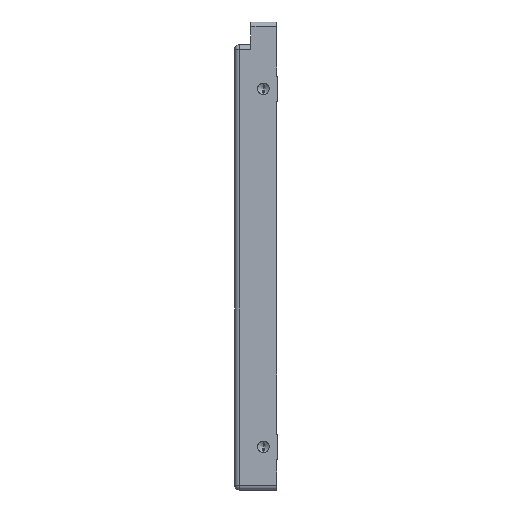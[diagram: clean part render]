
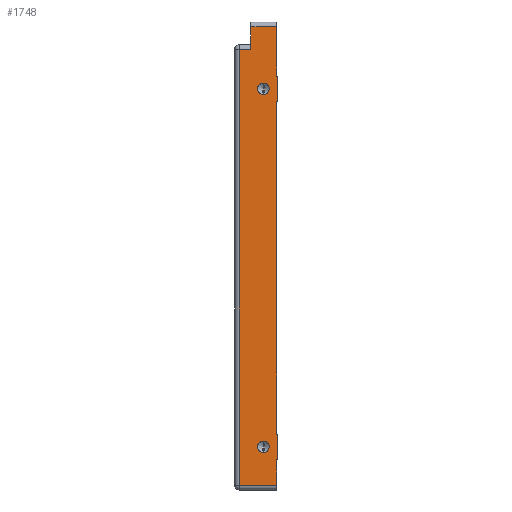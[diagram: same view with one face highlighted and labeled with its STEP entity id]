
A CAD part, left-side view. The second image highlights one B-rep face of the part: STEP entity #1748.
In plain terms, the highlighted planar face has unit normal (-1, 0, 0).
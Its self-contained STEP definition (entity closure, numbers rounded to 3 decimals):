
#28 = VERTEX_POINT ( 'NONE', #371 ) ;
#32 = LINE ( 'NONE', #239, #1744 ) ;
#36 = CARTESIAN_POINT ( 'NONE',  ( -34.9, 2.8, -40.95 ) ) ;
#71 = CARTESIAN_POINT ( 'NONE',  ( -34.9, 8., 44.3 ) ) ;
#91 = DIRECTION ( 'NONE',  ( 0., 0., 1. ) ) ;
#93 = LINE ( 'NONE', #471, #1311 ) ;
#97 = CARTESIAN_POINT ( 'NONE',  ( -34.9, 5.5, 49.2 ) ) ;
#112 = AXIS2_PLACEMENT_3D ( 'NONE', #36, #2453, #327 ) ;
#131 = ORIENTED_EDGE ( 'NONE', *, *, #1102, .F. ) ;
#139 = AXIS2_PLACEMENT_3D ( 'NONE', #97, #1386, #3149 ) ;
#192 = CARTESIAN_POINT ( 'NONE',  ( -34.9, -0.2, 33.1 ) ) ;
#239 = CARTESIAN_POINT ( 'NONE',  ( -34.9, 0., 49.2 ) ) ;
#246 = CARTESIAN_POINT ( 'NONE',  ( -34.9, 2.8, 35.85 ) ) ;
#275 = ORIENTED_EDGE ( 'NONE', *, *, #2821, .F. ) ;
#286 = CARTESIAN_POINT ( 'NONE',  ( -34.9, 8., -49.2 ) ) ;
#293 = LINE ( 'NONE', #1946, #1588 ) ;
#303 = FACE_BOUND ( 'NONE', #924, .T. ) ;
#312 = VERTEX_POINT ( 'NONE', #2617 ) ;
#327 = DIRECTION ( 'NONE',  ( 0., 0., 1. ) ) ;
#334 = CARTESIAN_POINT ( 'NONE',  ( -34.9, -0.2, -101.217 ) ) ;
#353 = AXIS2_PLACEMENT_3D ( 'NONE', #1353, #1598, #1569 ) ;
#371 = CARTESIAN_POINT ( 'NONE',  ( -34.9, -0.2, -43.7 ) ) ;
#379 = DIRECTION ( 'NONE',  ( 0., -1., 0. ) ) ;
#398 = VECTOR ( 'NONE', #899, 1000. ) ;
#407 = VECTOR ( 'NONE', #2587, 1000. ) ;
#416 = CARTESIAN_POINT ( 'NONE',  ( -34.9, 2.8, 37.1 ) ) ;
#438 = ORIENTED_EDGE ( 'NONE', *, *, #2747, .T. ) ;
#449 = DIRECTION ( 'NONE',  ( 0., 0., -1. ) ) ;
#471 = CARTESIAN_POINT ( 'NONE',  ( -34.9, -0.2, -101.217 ) ) ;
#473 = EDGE_CURVE ( 'NONE', #2398, #2930, #742, .T. ) ;
#479 = VECTOR ( 'NONE', #1320, 1000. ) ;
#518 = VECTOR ( 'NONE', #565, 1000. ) ;
#563 = DIRECTION ( 'NONE',  ( -1., 0., 0. ) ) ;
#565 = DIRECTION ( 'NONE',  ( 0., -1., 0. ) ) ;
#569 = DIRECTION ( 'NONE',  ( 0., 0., -1. ) ) ;
#598 = LINE ( 'NONE', #885, #1231 ) ;
#619 = CIRCLE ( 'NONE', #2319, 1.25 ) ;
#621 = VERTEX_POINT ( 'NONE', #1652 ) ;
#681 = ORIENTED_EDGE ( 'NONE', *, *, #1496, .F. ) ;
#687 = EDGE_CURVE ( 'NONE', #28, #775, #1848, .T. ) ;
#692 = ORIENTED_EDGE ( 'NONE', *, *, #1354, .T. ) ;
#709 = DIRECTION ( 'NONE',  ( 0., 0., 1. ) ) ;
#742 = LINE ( 'NONE', #2832, #1394 ) ;
#753 = ORIENTED_EDGE ( 'NONE', *, *, #3014, .F. ) ;
#773 = CARTESIAN_POINT ( 'NONE',  ( -34.9, 2.8, 34.6 ) ) ;
#774 = CIRCLE ( 'NONE', #112, 1.25 ) ;
#775 = VERTEX_POINT ( 'NONE', #1602 ) ;
#781 = EDGE_LOOP ( 'NONE', ( #681, #1170 ) ) ;
#785 = EDGE_CURVE ( 'NONE', #2930, #2790, #32, .T. ) ;
#859 = ORIENTED_EDGE ( 'NONE', *, *, #2661, .F. ) ;
#877 = VERTEX_POINT ( 'NONE', #286 ) ;
#885 = CARTESIAN_POINT ( 'NONE',  ( -34.9, 0., 49.2 ) ) ;
#889 = ORIENTED_EDGE ( 'NONE', *, *, #687, .F. ) ;
#890 = VECTOR ( 'NONE', #1094, 1000. ) ;
#899 = DIRECTION ( 'NONE',  ( 0., 1., 0. ) ) ;
#907 = EDGE_CURVE ( 'NONE', #1810, #877, #2557, .T. ) ;
#924 = EDGE_LOOP ( 'NONE', ( #753, #859 ) ) ;
#952 = FACE_BOUND ( 'NONE', #781, .T. ) ;
#966 = VECTOR ( 'NONE', #379, 1000. ) ;
#998 = VERTEX_POINT ( 'NONE', #2664 ) ;
#1001 = DIRECTION ( 'NONE',  ( 0., 0., 1. ) ) ;
#1062 = EDGE_CURVE ( 'NONE', #1820, #1424, #2989, .T. ) ;
#1094 = DIRECTION ( 'NONE',  ( 0., 1., 0. ) ) ;
#1102 = EDGE_CURVE ( 'NONE', #1810, #1820, #3113, .T. ) ;
#1120 = ORIENTED_EDGE ( 'NONE', *, *, #1845, .F. ) ;
#1150 = VERTEX_POINT ( 'NONE', #2483 ) ;
#1158 = DIRECTION ( 'NONE',  ( -1., 0., 0. ) ) ;
#1159 = LINE ( 'NONE', #2028, #518 ) ;
#1170 = ORIENTED_EDGE ( 'NONE', *, *, #1730, .F. ) ;
#1231 = VECTOR ( 'NONE', #91, 1000. ) ;
#1244 = ORIENTED_EDGE ( 'NONE', *, *, #473, .T. ) ;
#1285 = VECTOR ( 'NONE', #1711, 1000. ) ;
#1305 = CARTESIAN_POINT ( 'NONE',  ( -34.9, 8., -49.2 ) ) ;
#1311 = VECTOR ( 'NONE', #449, 1000. ) ;
#1320 = DIRECTION ( 'NONE',  ( 0., 0., 1. ) ) ;
#1334 = CARTESIAN_POINT ( 'NONE',  ( -34.9, 0., 33.1 ) ) ;
#1353 = CARTESIAN_POINT ( 'NONE',  ( -34.9, 2.8, 35.85 ) ) ;
#1354 = EDGE_CURVE ( 'NONE', #312, #998, #293, .T. ) ;
#1381 = AXIS2_PLACEMENT_3D ( 'NONE', #2830, #563, #1001 ) ;
#1386 = DIRECTION ( 'NONE',  ( 1., 0., 0. ) ) ;
#1394 = VECTOR ( 'NONE', #1615, 1000. ) ;
#1411 = EDGE_LOOP ( 'NONE', ( #131, #2327, #1498, #438, #889, #2651, #1244, #1895, #275, #2386, #692, #1421, #1120, #1434 ) ) ;
#1421 = ORIENTED_EDGE ( 'NONE', *, *, #2392, .T. ) ;
#1423 = CIRCLE ( 'NONE', #353, 1.25 ) ;
#1424 = VERTEX_POINT ( 'NONE', #2305 ) ;
#1425 = CARTESIAN_POINT ( 'NONE',  ( -34.9, 0., 49.2 ) ) ;
#1426 = CARTESIAN_POINT ( 'NONE',  ( -34.9, 0., -38.2 ) ) ;
#1434 = ORIENTED_EDGE ( 'NONE', *, *, #1062, .F. ) ;
#1462 = CARTESIAN_POINT ( 'NONE',  ( -34.9, 2.8, -39.7 ) ) ;
#1495 = PLANE ( 'NONE',  #139 ) ;
#1496 = EDGE_CURVE ( 'NONE', #2089, #2573, #1423, .T. ) ;
#1498 = ORIENTED_EDGE ( 'NONE', *, *, #2844, .T. ) ;
#1499 = CARTESIAN_POINT ( 'NONE',  ( -34.9, -0.2, 33.1 ) ) ;
#1548 = LINE ( 'NONE', #1499, #890 ) ;
#1569 = DIRECTION ( 'NONE',  ( 0., 0., 1. ) ) ;
#1588 = VECTOR ( 'NONE', #1990, 1000. ) ;
#1598 = DIRECTION ( 'NONE',  ( -1., 0., 0. ) ) ;
#1602 = CARTESIAN_POINT ( 'NONE',  ( -34.9, 0., -43.7 ) ) ;
#1615 = DIRECTION ( 'NONE',  ( 0., 1., 0. ) ) ;
#1652 = CARTESIAN_POINT ( 'NONE',  ( -34.9, 2.8, -42.2 ) ) ;
#1711 = DIRECTION ( 'NONE',  ( 0., 0., -1. ) ) ;
#1714 = VERTEX_POINT ( 'NONE', #192 ) ;
#1730 = EDGE_CURVE ( 'NONE', #2573, #2089, #619, .T. ) ;
#1744 = VECTOR ( 'NONE', #1815, 1000. ) ;
#1748 = ADVANCED_FACE ( 'NONE', ( #303, #952, #2239 ), #1495, .F. ) ;
#1803 = VECTOR ( 'NONE', #569, 1000. ) ;
#1810 = VERTEX_POINT ( 'NONE', #71 ) ;
#1815 = DIRECTION ( 'NONE',  ( 0., 0., 1. ) ) ;
#1820 = VERTEX_POINT ( 'NONE', #2589 ) ;
#1828 = CARTESIAN_POINT ( 'NONE',  ( -34.9, -0.2, -43.7 ) ) ;
#1844 = LINE ( 'NONE', #2864, #479 ) ;
#1845 = EDGE_CURVE ( 'NONE', #1424, #2776, #1159, .T. ) ;
#1848 = LINE ( 'NONE', #1828, #398 ) ;
#1895 = ORIENTED_EDGE ( 'NONE', *, *, #785, .T. ) ;
#1946 = CARTESIAN_POINT ( 'NONE',  ( -34.9, -0.2, 38.6 ) ) ;
#1990 = DIRECTION ( 'NONE',  ( 0., 1., 0. ) ) ;
#2028 = CARTESIAN_POINT ( 'NONE',  ( -34.9, 5.5, 49.2 ) ) ;
#2089 = VERTEX_POINT ( 'NONE', #416 ) ;
#2136 = EDGE_CURVE ( 'NONE', #312, #1714, #2512, .T. ) ;
#2205 = VERTEX_POINT ( 'NONE', #1462 ) ;
#2239 = FACE_OUTER_BOUND ( 'NONE', #1411, .T. ) ;
#2288 = CIRCLE ( 'NONE', #1381, 1.25 ) ;
#2305 = CARTESIAN_POINT ( 'NONE',  ( -34.9, 5.5, 49.2 ) ) ;
#2319 = AXIS2_PLACEMENT_3D ( 'NONE', #246, #1158, #709 ) ;
#2327 = ORIENTED_EDGE ( 'NONE', *, *, #907, .T. ) ;
#2349 = EDGE_CURVE ( 'NONE', #2398, #28, #93, .T. ) ;
#2386 = ORIENTED_EDGE ( 'NONE', *, *, #2136, .F. ) ;
#2392 = EDGE_CURVE ( 'NONE', #998, #2776, #598, .T. ) ;
#2398 = VERTEX_POINT ( 'NONE', #2942 ) ;
#2450 = VECTOR ( 'NONE', #2527, 1000. ) ;
#2453 = DIRECTION ( 'NONE',  ( -1., 0., 0. ) ) ;
#2483 = CARTESIAN_POINT ( 'NONE',  ( -34.9, 0., -49.2 ) ) ;
#2512 = LINE ( 'NONE', #334, #1803 ) ;
#2527 = DIRECTION ( 'NONE',  ( 0., -1., 0. ) ) ;
#2557 = LINE ( 'NONE', #1305, #1285 ) ;
#2571 = CARTESIAN_POINT ( 'NONE',  ( -34.9, 9., 44.3 ) ) ;
#2573 = VERTEX_POINT ( 'NONE', #773 ) ;
#2587 = DIRECTION ( 'NONE',  ( 0., 0., 1. ) ) ;
#2589 = CARTESIAN_POINT ( 'NONE',  ( -34.9, 5.5, 44.3 ) ) ;
#2599 = CARTESIAN_POINT ( 'NONE',  ( -34.9, 5.5, 49.2 ) ) ;
#2617 = CARTESIAN_POINT ( 'NONE',  ( -34.9, -0.2, 38.6 ) ) ;
#2651 = ORIENTED_EDGE ( 'NONE', *, *, #2349, .F. ) ;
#2661 = EDGE_CURVE ( 'NONE', #621, #2205, #774, .T. ) ;
#2664 = CARTESIAN_POINT ( 'NONE',  ( -34.9, 0., 38.6 ) ) ;
#2747 = EDGE_CURVE ( 'NONE', #1150, #775, #1844, .T. ) ;
#2776 = VERTEX_POINT ( 'NONE', #1425 ) ;
#2790 = VERTEX_POINT ( 'NONE', #1334 ) ;
#2821 = EDGE_CURVE ( 'NONE', #1714, #2790, #1548, .T. ) ;
#2820 = LINE ( 'NONE', #3156, #966 ) ;
#2830 = CARTESIAN_POINT ( 'NONE',  ( -34.9, 2.8, -40.95 ) ) ;
#2832 = CARTESIAN_POINT ( 'NONE',  ( -34.9, -0.2, -38.2 ) ) ;
#2844 = EDGE_CURVE ( 'NONE', #877, #1150, #2820, .T. ) ;
#2864 = CARTESIAN_POINT ( 'NONE',  ( -34.9, 0., 49.2 ) ) ;
#2930 = VERTEX_POINT ( 'NONE', #1426 ) ;
#2942 = CARTESIAN_POINT ( 'NONE',  ( -34.9, -0.2, -38.2 ) ) ;
#2989 = LINE ( 'NONE', #2599, #407 ) ;
#3014 = EDGE_CURVE ( 'NONE', #2205, #621, #2288, .T. ) ;
#3113 = LINE ( 'NONE', #2571, #2450 ) ;
#3149 = DIRECTION ( 'NONE',  ( 0., 0., -1. ) ) ;
#3156 = CARTESIAN_POINT ( 'NONE',  ( -34.9, 5.5, -49.2 ) ) ;
